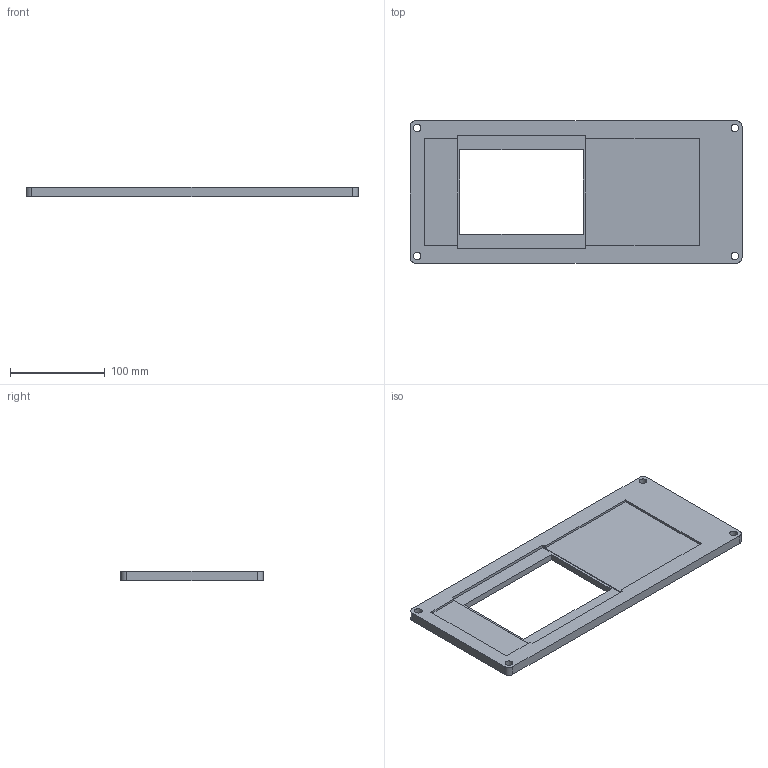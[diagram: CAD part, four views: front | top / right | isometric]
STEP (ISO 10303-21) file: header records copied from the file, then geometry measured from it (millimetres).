
FILE_DESCRIPTION(('STEP AP214'),'1');
FILE_NAME('Guide assemblage soudure.stp','2020-04-02T18:09:26',(' '),(' '),'Spatial InterOp 3D',' ',' ');
FILE_SCHEMA(('automotive_design'));
Length unit declared in the file: millimetre
Products named in the file (1): Guide assemblage soudure
Bounding box: 350 x 150 x 10 mm (x, y, z)
Volume: 349467.5 mm3; surface area: 97609.7 mm2
Topology: 1 solids, 1 shells, 35 faces, 96 edges, 64 vertices
Faces by surface type: plane 23, cylinder 12
Full cylindrical faces by diameter (mm): 8 x4
Entity records: 1410 total; most frequent: CARTESIAN_POINT 192, DIRECTION 188, ORIENTED_EDGE 184, EDGE_CURVE 92, LINE 68, VECTOR 68, VERTEX_POINT 64, AXIS2_PLACEMENT_3D 60
